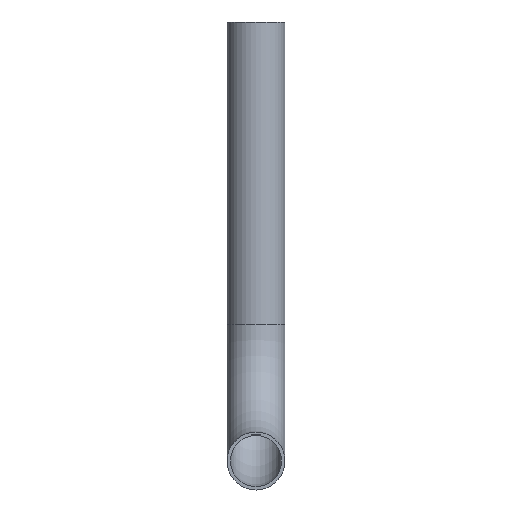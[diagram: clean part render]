
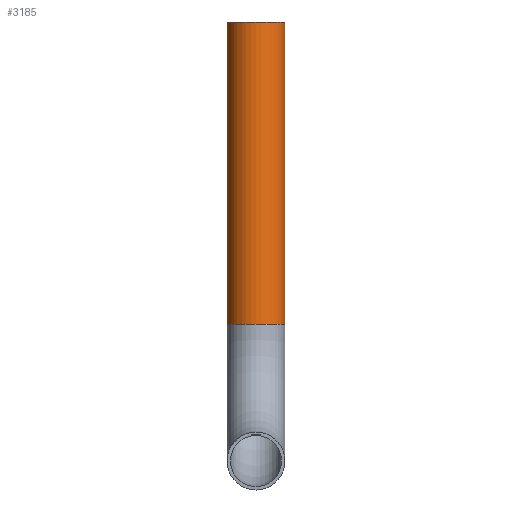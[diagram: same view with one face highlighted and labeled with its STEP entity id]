
A CAD part, front view. The second image highlights one B-rep face of the part: STEP entity #3185.
In plain terms, the highlighted cylindrical face has radius 21.2 mm (diameter 42.4 mm), a full revolution.
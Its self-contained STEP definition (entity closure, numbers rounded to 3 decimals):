
#117 = DIRECTION ( 'NONE',  ( 0., 0., 1. ) ) ;
#296 = FACE_OUTER_BOUND ( 'NONE', #11050, .T. ) ;
#1044 = DIRECTION ( 'NONE',  ( 0., -1., 0. ) ) ;
#1165 = AXIS2_PLACEMENT_3D ( 'NONE', #5276, #10960, #11897 ) ;
#2298 = CYLINDRICAL_SURFACE ( 'NONE', #1165, 21.2 ) ;
#3185 = ADVANCED_FACE ( 'NONE', ( #296, #4965 ), #2298, .T. ) ;
#3543 = EDGE_LOOP ( 'NONE', ( #6616 ) ) ;
#3626 = CARTESIAN_POINT ( 'NONE',  ( 0., 321.46, 100. ) ) ;
#4143 = EDGE_CURVE ( 'NONE', #5798, #5798, #7268, .T. ) ;
#4965 = FACE_OUTER_BOUND ( 'NONE', #3543, .T. ) ;
#5276 = CARTESIAN_POINT ( 'NONE',  ( 0., 321.46, 100. ) ) ;
#5798 = VERTEX_POINT ( 'NONE', #7111 ) ;
#6485 = DIRECTION ( 'NONE',  ( 0., -1., 0. ) ) ;
#6616 = ORIENTED_EDGE ( 'NONE', *, *, #7685, .F. ) ;
#6891 = AXIS2_PLACEMENT_3D ( 'NONE', #3626, #11021, #6485 ) ;
#7111 = CARTESIAN_POINT ( 'NONE',  ( 0., 300.26, 100. ) ) ;
#7254 = AXIS2_PLACEMENT_3D ( 'NONE', #9355, #117, #1044 ) ;
#7268 = CIRCLE ( 'NONE', #6891, 21.2 ) ;
#7685 = EDGE_CURVE ( 'NONE', #9847, #9847, #9029, .T. ) ;
#8460 = ORIENTED_EDGE ( 'NONE', *, *, #4143, .T. ) ;
#9016 = CARTESIAN_POINT ( 'NONE',  ( 0., 300.26, 321.46 ) ) ;
#9029 = CIRCLE ( 'NONE', #7254, 21.2 ) ;
#9355 = CARTESIAN_POINT ( 'NONE',  ( 0., 321.46, 321.46 ) ) ;
#9847 = VERTEX_POINT ( 'NONE', #9016 ) ;
#10960 = DIRECTION ( 'NONE',  ( 0., 0., 1. ) ) ;
#11021 = DIRECTION ( 'NONE',  ( 0., 0., 1. ) ) ;
#11050 = EDGE_LOOP ( 'NONE', ( #8460 ) ) ;
#11897 = DIRECTION ( 'NONE',  ( 0., -1., 0. ) ) ;
